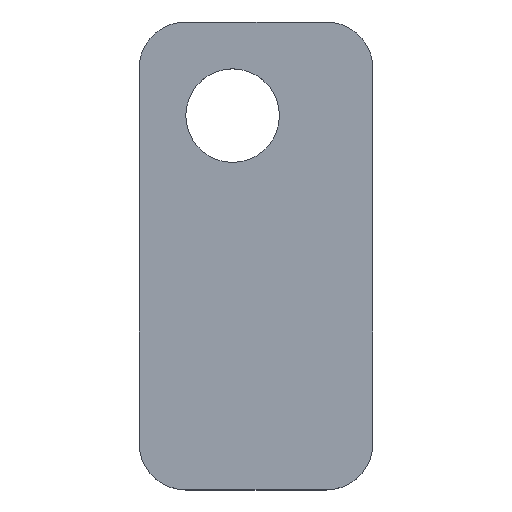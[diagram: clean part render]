
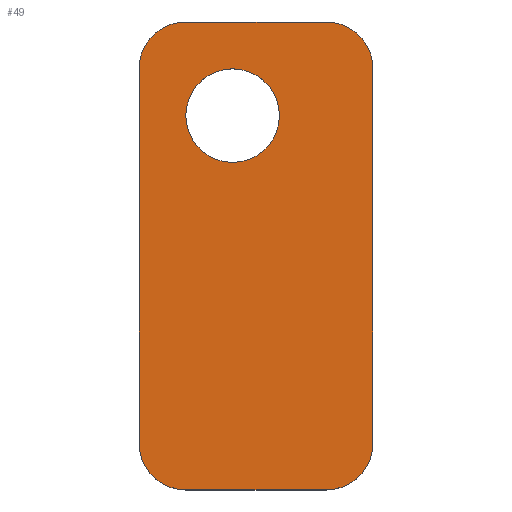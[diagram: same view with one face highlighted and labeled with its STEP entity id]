
A CAD part, top view. The second image highlights one B-rep face of the part: STEP entity #49.
In plain terms, the highlighted face is planar.
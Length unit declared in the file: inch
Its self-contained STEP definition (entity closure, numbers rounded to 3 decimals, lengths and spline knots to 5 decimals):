
#2 = CARTESIAN_POINT ( 'NONE',  ( -0.05, 0.075, 0.35 ) ) ;
#7 = DIRECTION ( 'NONE',  ( 0., 0., 1. ) ) ;
#18 = ORIENTED_EDGE ( 'NONE', *, *, #319, .T. ) ;
#22 = ORIENTED_EDGE ( 'NONE', *, *, #99, .T. ) ;
#23 = CARTESIAN_POINT ( 'NONE',  ( -0.1, 0.075, 0.4 ) ) ;
#26 = LINE ( 'NONE', #102, #189 ) ;
#31 = FACE_OUTER_BOUND ( 'NONE', #52, .T. ) ;
#34 = CARTESIAN_POINT ( 'NONE',  ( -0.05, 0.075, 0.4 ) ) ;
#49 = ADVANCED_FACE ( 'NONE', ( #31, #188 ), #162, .T. ) ;
#52 = EDGE_LOOP ( 'NONE', ( #346, #18, #334, #273, #22, #173, #240, #275 ) ) ;
#59 = CARTESIAN_POINT ( 'NONE',  ( 0., 0.075, 0. ) ) ;
#61 = DIRECTION ( 'NONE',  ( 0., 0., 1. ) ) ;
#63 = CARTESIAN_POINT ( 'NONE',  ( 0., 0.075, -0.05 ) ) ;
#69 = CARTESIAN_POINT ( 'NONE',  ( 0.1, 0.075, 0.4 ) ) ;
#72 = VERTEX_POINT ( 'NONE', #165 ) ;
#75 = DIRECTION ( 'NONE',  ( 0., 1., 0. ) ) ;
#77 = VERTEX_POINT ( 'NONE', #254 ) ;
#81 = VERTEX_POINT ( 'NONE', #69 ) ;
#87 = AXIS2_PLACEMENT_3D ( 'NONE', #249, #356, #222 ) ;
#88 = CIRCLE ( 'NONE', #369, 0.05 ) ;
#98 = CARTESIAN_POINT ( 'NONE',  ( 0.15, 0.075, -0.1 ) ) ;
#99 = EDGE_CURVE ( 'NONE', #302, #81, #321, .T. ) ;
#102 = CARTESIAN_POINT ( 'NONE',  ( -0.1, 0.075, -0.1 ) ) ;
#104 = VECTOR ( 'NONE', #262, 39.37008 ) ;
#105 = CARTESIAN_POINT ( 'NONE',  ( -0.05, 0.075, -0.1 ) ) ;
#108 = EDGE_CURVE ( 'NONE', #81, #154, #280, .T. ) ;
#110 = ORIENTED_EDGE ( 'NONE', *, *, #380, .F. ) ;
#128 = VECTOR ( 'NONE', #224, 39.37008 ) ;
#133 = DIRECTION ( 'NONE',  ( 0., 1., 0. ) ) ;
#137 = VECTOR ( 'NONE', #281, 39.37008 ) ;
#144 = CIRCLE ( 'NONE', #340, 0.05 ) ;
#149 = EDGE_LOOP ( 'NONE', ( #303, #110 ) ) ;
#150 = AXIS2_PLACEMENT_3D ( 'NONE', #156, #278, #414 ) ;
#154 = VERTEX_POINT ( 'NONE', #386 ) ;
#156 = CARTESIAN_POINT ( 'NONE',  ( 0.1, 0.075, -0.05 ) ) ;
#161 = DIRECTION ( 'NONE',  ( 0., 0., 1. ) ) ;
#162 = PLANE ( 'NONE',  #368 ) ;
#164 = CARTESIAN_POINT ( 'NONE',  ( -0.1, 0.075, -0.05 ) ) ;
#165 = CARTESIAN_POINT ( 'NONE',  ( 0., 0.075, 0.05 ) ) ;
#173 = ORIENTED_EDGE ( 'NONE', *, *, #108, .T. ) ;
#175 = EDGE_CURVE ( 'NONE', #186, #408, #26, .T. ) ;
#186 = VERTEX_POINT ( 'NONE', #420 ) ;
#187 = DIRECTION ( 'NONE',  ( 0., 1., 0. ) ) ;
#188 = FACE_BOUND ( 'NONE', #149, .T. ) ;
#189 = VECTOR ( 'NONE', #194, 39.37008 ) ;
#194 = DIRECTION ( 'NONE',  ( -1., 0., 0. ) ) ;
#197 = DIRECTION ( 'NONE',  ( 0., 1., 0. ) ) ;
#202 = VERTEX_POINT ( 'NONE', #382 ) ;
#204 = AXIS2_PLACEMENT_3D ( 'NONE', #394, #197, #292 ) ;
#206 = VERTEX_POINT ( 'NONE', #164 ) ;
#218 = EDGE_CURVE ( 'NONE', #239, #72, #398, .T. ) ;
#222 = DIRECTION ( 'NONE',  ( 0., 0., 1. ) ) ;
#224 = DIRECTION ( 'NONE',  ( 1., 0., 0. ) ) ;
#239 = VERTEX_POINT ( 'NONE', #63 ) ;
#240 = ORIENTED_EDGE ( 'NONE', *, *, #250, .T. ) ;
#249 = CARTESIAN_POINT ( 'NONE',  ( 0.1, 0.075, 0.35 ) ) ;
#250 = EDGE_CURVE ( 'NONE', #154, #77, #253, .T. ) ;
#253 = LINE ( 'NONE', #98, #137 ) ;
#254 = CARTESIAN_POINT ( 'NONE',  ( 0.15, 0.075, -0.05 ) ) ;
#262 = DIRECTION ( 'NONE',  ( 0., 0., 1. ) ) ;
#273 = ORIENTED_EDGE ( 'NONE', *, *, #359, .T. ) ;
#275 = ORIENTED_EDGE ( 'NONE', *, *, #301, .T. ) ;
#278 = DIRECTION ( 'NONE',  ( 0., 1., 0. ) ) ;
#280 = CIRCLE ( 'NONE', #87, 0.05 ) ;
#281 = DIRECTION ( 'NONE',  ( 0., 0., -1. ) ) ;
#292 = DIRECTION ( 'NONE',  ( 0., 0., 1. ) ) ;
#301 = EDGE_CURVE ( 'NONE', #77, #186, #331, .T. ) ;
#302 = VERTEX_POINT ( 'NONE', #34 ) ;
#303 = ORIENTED_EDGE ( 'NONE', *, *, #218, .F. ) ;
#304 = EDGE_CURVE ( 'NONE', #206, #202, #326, .T. ) ;
#312 = DIRECTION ( 'NONE',  ( 0., 1., 0. ) ) ;
#319 = EDGE_CURVE ( 'NONE', #408, #206, #392, .T. ) ;
#321 = LINE ( 'NONE', #23, #128 ) ;
#326 = LINE ( 'NONE', #328, #104 ) ;
#328 = CARTESIAN_POINT ( 'NONE',  ( -0.1, 0.075, -0.1 ) ) ;
#331 = CIRCLE ( 'NONE', #150, 0.05 ) ;
#334 = ORIENTED_EDGE ( 'NONE', *, *, #304, .T. ) ;
#340 = AXIS2_PLACEMENT_3D ( 'NONE', #399, #133, #425 ) ;
#346 = ORIENTED_EDGE ( 'NONE', *, *, #175, .T. ) ;
#347 = AXIS2_PLACEMENT_3D ( 'NONE', #59, #187, #161 ) ;
#356 = DIRECTION ( 'NONE',  ( 0., 1., 0. ) ) ;
#359 = EDGE_CURVE ( 'NONE', #202, #302, #88, .T. ) ;
#368 = AXIS2_PLACEMENT_3D ( 'NONE', #391, #312, #61 ) ;
#369 = AXIS2_PLACEMENT_3D ( 'NONE', #2, #75, #7 ) ;
#380 = EDGE_CURVE ( 'NONE', #72, #239, #144, .T. ) ;
#382 = CARTESIAN_POINT ( 'NONE',  ( -0.1, 0.075, 0.35 ) ) ;
#386 = CARTESIAN_POINT ( 'NONE',  ( 0.15, 0.075, 0.35 ) ) ;
#391 = CARTESIAN_POINT ( 'NONE',  ( 0., 0.075, 0. ) ) ;
#392 = CIRCLE ( 'NONE', #204, 0.05 ) ;
#394 = CARTESIAN_POINT ( 'NONE',  ( -0.05, 0.075, -0.05 ) ) ;
#398 = CIRCLE ( 'NONE', #347, 0.05 ) ;
#399 = CARTESIAN_POINT ( 'NONE',  ( 0., 0.075, 0. ) ) ;
#408 = VERTEX_POINT ( 'NONE', #105 ) ;
#414 = DIRECTION ( 'NONE',  ( 0., 0., 1. ) ) ;
#420 = CARTESIAN_POINT ( 'NONE',  ( 0.1, 0.075, -0.1 ) ) ;
#425 = DIRECTION ( 'NONE',  ( 0., 0., 1. ) ) ;
